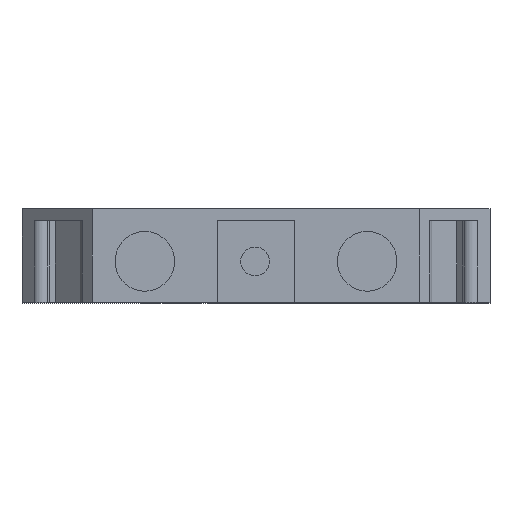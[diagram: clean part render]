
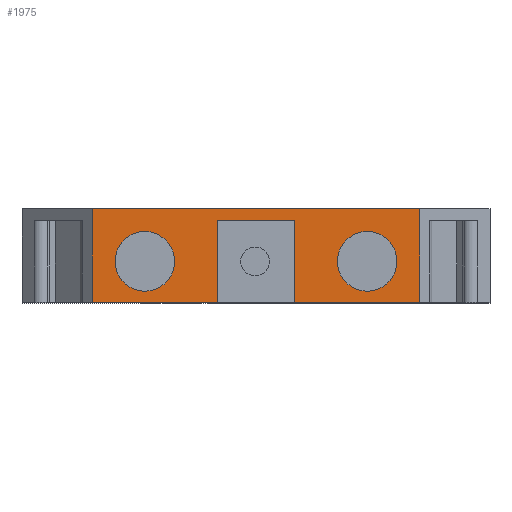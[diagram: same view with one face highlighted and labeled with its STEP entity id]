
A CAD part, top view. The second image highlights one B-rep face of the part: STEP entity #1975.
In plain terms, the highlighted planar face has unit normal (0, 0, 1).
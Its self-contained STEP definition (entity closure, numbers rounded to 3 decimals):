
#38=CIRCLE('',#2033,2.55);
#40=CIRCLE('',#2037,2.55);
#270=ORIENTED_EDGE('',*,*,#606,.T.);
#271=ORIENTED_EDGE('',*,*,#607,.T.);
#272=ORIENTED_EDGE('',*,*,#565,.F.);
#273=ORIENTED_EDGE('',*,*,#608,.F.);
#274=ORIENTED_EDGE('',*,*,#507,.T.);
#275=ORIENTED_EDGE('',*,*,#602,.T.);
#276=ORIENTED_EDGE('',*,*,#512,.F.);
#277=ORIENTED_EDGE('',*,*,#609,.F.);
#278=ORIENTED_EDGE('',*,*,#490,.T.);
#279=ORIENTED_EDGE('',*,*,#488,.T.);
#488=EDGE_CURVE('',#689,#689,#38,.T.);
#490=EDGE_CURVE('',#691,#691,#40,.T.);
#507=EDGE_CURVE('',#692,#708,#841,.T.);
#512=EDGE_CURVE('',#713,#714,#844,.T.);
#565=EDGE_CURVE('',#766,#767,#890,.T.);
#602=EDGE_CURVE('',#708,#714,#927,.T.);
#606=EDGE_CURVE('',#780,#781,#931,.T.);
#607=EDGE_CURVE('',#781,#767,#932,.T.);
#608=EDGE_CURVE('',#692,#766,#933,.T.);
#609=EDGE_CURVE('',#780,#713,#934,.T.);
#689=VERTEX_POINT('',#2542);
#691=VERTEX_POINT('',#2548);
#692=VERTEX_POINT('',#2551);
#708=VERTEX_POINT('',#2582);
#713=VERTEX_POINT('',#2830);
#714=VERTEX_POINT('',#2832);
#766=VERTEX_POINT('',#2936);
#767=VERTEX_POINT('',#2938);
#780=VERTEX_POINT('',#3014);
#781=VERTEX_POINT('',#3015);
#841=LINE('',#2583,#1022);
#844=LINE('',#2831,#1025);
#890=LINE('',#2937,#1071);
#927=LINE('',#3006,#1108);
#931=LINE('',#3013,#1112);
#932=LINE('',#3016,#1113);
#933=LINE('',#3017,#1114);
#934=LINE('',#3018,#1115);
#1022=VECTOR('',#2194,1000.);
#1025=VECTOR('',#2199,1000.);
#1071=VECTOR('',#2259,1000.);
#1108=VECTOR('',#2338,1000.);
#1112=VECTOR('',#2344,1000.);
#1113=VECTOR('',#2345,1000.);
#1114=VECTOR('',#2346,1000.);
#1115=VECTOR('',#2347,1000.);
#1212=EDGE_LOOP('',(#270,#271,#272,#273,#274,#275,#276,#277));
#1213=EDGE_LOOP('',(#278));
#1214=EDGE_LOOP('',(#279));
#1297=FACE_BOUND('',#1212,.T.);
#1298=FACE_BOUND('',#1213,.T.);
#1299=FACE_BOUND('',#1214,.T.);
#1369=PLANE('',#2071);
#1975=ADVANCED_FACE('',(#1297,#1298,#1299),#1369,.T.);
#2033=AXIS2_PLACEMENT_3D('',#2541,#2163,#2164);
#2037=AXIS2_PLACEMENT_3D('',#2547,#2171,#2172);
#2071=AXIS2_PLACEMENT_3D('',#3012,#2342,#2343);
#2163=DIRECTION('',(0.,0.,-1.));
#2164=DIRECTION('',(1.,0.,0.));
#2171=DIRECTION('',(0.,0.,-1.));
#2172=DIRECTION('',(1.,0.,0.));
#2194=DIRECTION('',(-1.,0.,0.));
#2199=DIRECTION('',(-1.,0.,0.));
#2259=DIRECTION('',(-1.,0.,0.));
#2338=DIRECTION('',(0.,-1.,0.));
#2342=DIRECTION('',(0.,0.,1.));
#2343=DIRECTION('',(1.,0.,0.));
#2344=DIRECTION('',(1.,0.,0.));
#2345=DIRECTION('',(0.,-1.,0.));
#2346=DIRECTION('',(0.,-1.,0.));
#2347=DIRECTION('',(0.,-1.,0.));
#2541=CARTESIAN_POINT('',(9.5,3.5,24.5));
#2542=CARTESIAN_POINT('',(12.05,3.5,24.5));
#2547=CARTESIAN_POINT('',(-9.5,3.5,24.5));
#2548=CARTESIAN_POINT('',(-6.95,3.5,24.5));
#2551=CARTESIAN_POINT('',(14.,8.,24.5));
#2582=CARTESIAN_POINT('',(-14.,8.,24.5));
#2583=CARTESIAN_POINT('',(20.,8.,24.5));
#2830=CARTESIAN_POINT('',(-3.3,0.,24.5));
#2831=CARTESIAN_POINT('',(20.,0.,24.5));
#2832=CARTESIAN_POINT('',(-14.,0.,24.5));
#2936=CARTESIAN_POINT('',(14.,0.,24.5));
#2937=CARTESIAN_POINT('',(20.,0.,24.5));
#2938=CARTESIAN_POINT('',(3.3,0.,24.5));
#3006=CARTESIAN_POINT('',(-14.,63.757,24.5));
#3012=CARTESIAN_POINT('',(20.,8.,24.5));
#3013=CARTESIAN_POINT('',(-3.3,7.,24.5));
#3014=CARTESIAN_POINT('',(-3.3,7.,24.5));
#3015=CARTESIAN_POINT('',(3.3,7.,24.5));
#3016=CARTESIAN_POINT('',(3.3,7.,24.5));
#3017=CARTESIAN_POINT('',(14.,63.757,24.5));
#3018=CARTESIAN_POINT('',(-3.3,7.,24.5));
